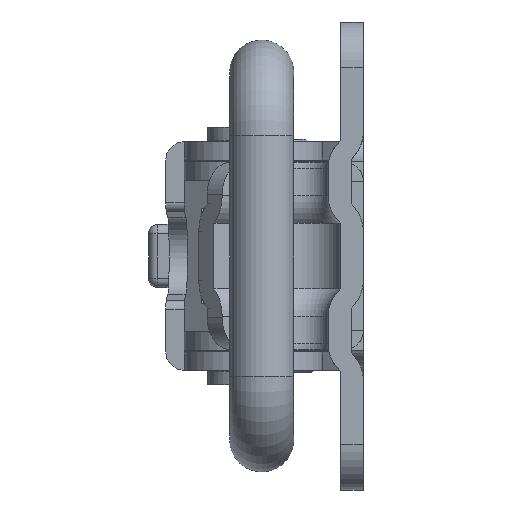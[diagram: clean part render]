
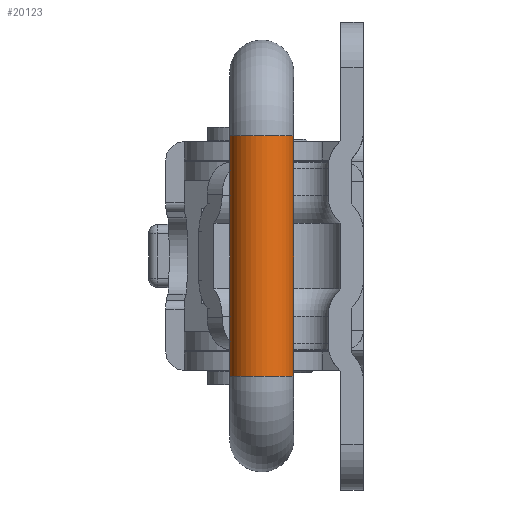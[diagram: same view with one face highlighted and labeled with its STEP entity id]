
A CAD part, left-side view. The second image highlights one B-rep face of the part: STEP entity #20123.
In plain terms, the highlighted cylindrical face has radius 3.5 mm (diameter 7 mm), a full revolution.
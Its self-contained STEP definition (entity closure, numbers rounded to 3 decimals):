
#2296=FACE_OUTER_BOUND('',#3391,.T.);
#3391=EDGE_LOOP('',(#14237,#14238,#14239,#14240,#14241,#14242));
#4570=LINE('',#61256,#6216);
#6216=VECTOR('',#22627,3.5);
#7818=CIRCLE('',#21366,3.5);
#7819=CIRCLE('',#21367,3.5);
#7820=CIRCLE('',#21368,3.5);
#7821=CIRCLE('',#21369,3.5);
#8455=VERTEX_POINT('',#61251);
#8456=VERTEX_POINT('',#61252);
#8457=VERTEX_POINT('',#61255);
#8458=VERTEX_POINT('',#61257);
#10678=EDGE_CURVE('',#8455,#8456,#7818,.T.);
#10679=EDGE_CURVE('',#8456,#8455,#7819,.T.);
#10680=EDGE_CURVE('',#8456,#8457,#4570,.T.);
#10681=EDGE_CURVE('',#8457,#8458,#7820,.T.);
#10682=EDGE_CURVE('',#8458,#8457,#7821,.T.);
#14237=ORIENTED_EDGE('',*,*,#10678,.F.);
#14238=ORIENTED_EDGE('',*,*,#10679,.F.);
#14239=ORIENTED_EDGE('',*,*,#10680,.T.);
#14240=ORIENTED_EDGE('',*,*,#10681,.T.);
#14241=ORIENTED_EDGE('',*,*,#10682,.T.);
#14242=ORIENTED_EDGE('',*,*,#10680,.F.);
#19889=CYLINDRICAL_SURFACE('',#21365,3.5);
#20123=ADVANCED_FACE('',(#2296),#19889,.T.);
#21365=AXIS2_PLACEMENT_3D('',#61250,#22621,#22622);
#21366=AXIS2_PLACEMENT_3D('',#61253,#22623,#22624);
#21367=AXIS2_PLACEMENT_3D('',#61254,#22625,#22626);
#21368=AXIS2_PLACEMENT_3D('',#61258,#22628,#22629);
#21369=AXIS2_PLACEMENT_3D('',#61259,#22630,#22631);
#22621=DIRECTION('center_axis',(0.,0.,-1.));
#22622=DIRECTION('ref_axis',(0.,1.,0.));
#22623=DIRECTION('center_axis',(0.,0.,-1.));
#22624=DIRECTION('ref_axis',(0.,1.,0.));
#22625=DIRECTION('center_axis',(0.,0.,-1.));
#22626=DIRECTION('ref_axis',(0.,1.,0.));
#22627=DIRECTION('',(0.,0.,1.));
#22628=DIRECTION('center_axis',(0.,0.,-1.));
#22629=DIRECTION('ref_axis',(0.,1.,0.));
#22630=DIRECTION('center_axis',(0.,0.,-1.));
#22631=DIRECTION('ref_axis',(0.,1.,0.));
#61250=CARTESIAN_POINT('Origin',(-57.3,-1.683,13.15));
#61251=CARTESIAN_POINT('',(-53.8,-1.683,-13.15));
#61252=CARTESIAN_POINT('',(-57.3,-5.183,-13.15));
#61253=CARTESIAN_POINT('Origin',(-57.3,-1.683,-13.15));
#61254=CARTESIAN_POINT('Origin',(-57.3,-1.683,-13.15));
#61255=CARTESIAN_POINT('',(-57.3,-5.183,13.15));
#61256=CARTESIAN_POINT('',(-57.3,-5.183,13.15));
#61257=CARTESIAN_POINT('',(-53.8,-1.683,13.15));
#61258=CARTESIAN_POINT('Origin',(-57.3,-1.683,13.15));
#61259=CARTESIAN_POINT('Origin',(-57.3,-1.683,13.15));
